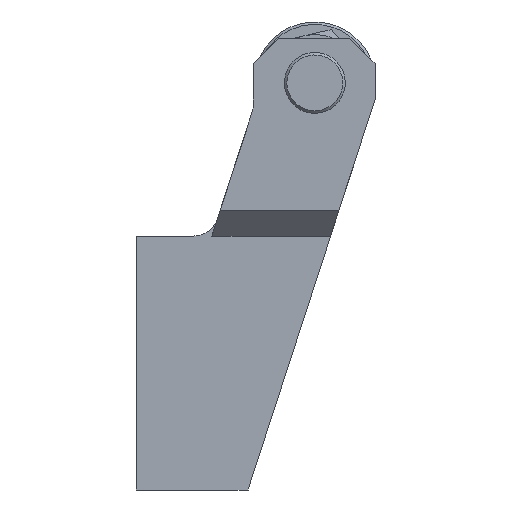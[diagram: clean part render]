
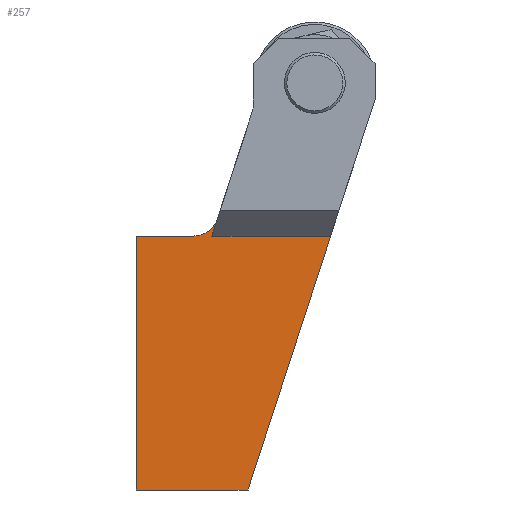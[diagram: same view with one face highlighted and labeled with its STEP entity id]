
A CAD part, left-side view. The second image highlights one B-rep face of the part: STEP entity #257.
In plain terms, the highlighted planar face has unit normal (-1, 0, 0).
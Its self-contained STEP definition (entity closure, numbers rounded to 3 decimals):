
#67=LINE('',#1340,#125);
#68=LINE('',#1343,#126);
#69=LINE('',#1347,#127);
#70=LINE('',#1349,#128);
#71=LINE('',#1351,#129);
#72=LINE('',#1353,#130);
#125=VECTOR('',#1096,1.);
#126=VECTOR('',#1097,1.);
#127=VECTOR('',#1100,1.);
#128=VECTOR('',#1101,1.);
#129=VECTOR('',#1102,1.);
#130=VECTOR('',#1103,1.);
#257=ADVANCED_FACE('',(#337),#307,.F.);
#307=PLANE('',#949);
#337=FACE_OUTER_BOUND('',#400,.T.);
#400=EDGE_LOOP('',(#500,#501,#502,#503,#504,#505,#506));
#500=ORIENTED_EDGE('',*,*,#798,.F.);
#501=ORIENTED_EDGE('',*,*,#799,.F.);
#502=ORIENTED_EDGE('',*,*,#800,.T.);
#503=ORIENTED_EDGE('',*,*,#801,.F.);
#504=ORIENTED_EDGE('',*,*,#802,.F.);
#505=ORIENTED_EDGE('',*,*,#803,.F.);
#506=ORIENTED_EDGE('',*,*,#804,.F.);
#715=VERTEX_POINT('',#1341);
#716=VERTEX_POINT('',#1342);
#717=VERTEX_POINT('',#1344);
#718=VERTEX_POINT('',#1346);
#719=VERTEX_POINT('',#1348);
#720=VERTEX_POINT('',#1350);
#721=VERTEX_POINT('',#1352);
#798=EDGE_CURVE('',#715,#716,#67,.T.);
#799=EDGE_CURVE('',#717,#715,#68,.T.);
#800=EDGE_CURVE('',#717,#718,#896,.T.);
#801=EDGE_CURVE('',#719,#718,#69,.T.);
#802=EDGE_CURVE('',#720,#719,#70,.T.);
#803=EDGE_CURVE('',#721,#720,#71,.T.);
#804=EDGE_CURVE('',#716,#721,#72,.T.);
#896=CIRCLE('',#948,5.);
#948=AXIS2_PLACEMENT_3D('',#1345,#1098,#1099);
#949=AXIS2_PLACEMENT_3D('',#1354,#1104,#1105);
#1096=DIRECTION('',(0.,-1.,0.));
#1097=DIRECTION('',(0.,0.309,-0.951));
#1098=DIRECTION('',(1.,0.,0.));
#1099=DIRECTION('',(0.,0.,-1.));
#1100=DIRECTION('',(0.,-1.,0.));
#1101=DIRECTION('',(0.,0.,1.));
#1102=DIRECTION('',(0.,1.,0.));
#1103=DIRECTION('',(0.,0.309,-0.951));
#1104=DIRECTION('',(1.,0.,0.));
#1105=DIRECTION('',(0.,0.,-1.));
#1340=CARTESIAN_POINT('',(-16.5,-48.049,68.));
#1341=CARTESIAN_POINT('',(-16.5,-35.377,68.));
#1342=CARTESIAN_POINT('',(-16.5,-58.746,68.));
#1343=CARTESIAN_POINT('',(-16.5,-35.377,68.));
#1344=CARTESIAN_POINT('',(-16.5,-36.5,71.455));
#1345=CARTESIAN_POINT('',(-16.5,-31.744,73.));
#1346=CARTESIAN_POINT('',(-16.5,-31.744,68.));
#1347=CARTESIAN_POINT('',(-16.5,-20.5,68.));
#1348=CARTESIAN_POINT('',(-16.5,-20.5,68.));
#1349=CARTESIAN_POINT('',(-16.5,-20.5,18.));
#1350=CARTESIAN_POINT('',(-16.5,-20.5,18.));
#1351=CARTESIAN_POINT('',(-16.5,-42.5,18.));
#1352=CARTESIAN_POINT('',(-16.5,-42.5,18.));
#1353=CARTESIAN_POINT('',(-16.5,-67.5,94.942));
#1354=CARTESIAN_POINT('',(-16.5,-48.049,107.));
